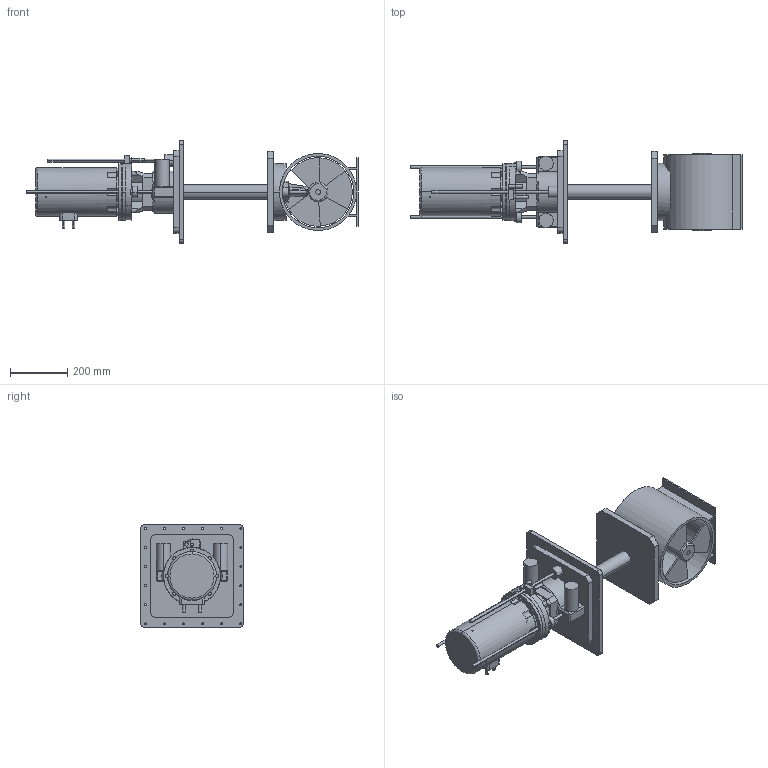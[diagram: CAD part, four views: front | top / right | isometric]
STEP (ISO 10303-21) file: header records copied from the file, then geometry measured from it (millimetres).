
FILE_DESCRIPTION(('CATIA V5 STEP Exchange'),'2;1');
FILE_NAME('SP_VIP250_EL_15kW_open.stp','2022-03-21T12:33:22+00:00',('none'),('none'),'CATIA Version 5-6 Release 2016','CATIA V5 STEP AP203','none');
FILE_SCHEMA(('CONFIG_CONTROL_DESIGN'));
Length unit declared in the file: millimetre
Products named in the file (2): SP_VIP250_EL_15kW_open; moteur 15 kw
Assembly tree (4 placements, depth 3):
  SP_VIP250_EL_15kW_open
    #57
    moteur 15 kw
      #15914
      #19185
Bounding box: 1164 x 360 x 360 mm (x, y, z)
Volume: 21492139 mm3; surface area: 1925711.5 mm2
Topology: 8 solids, 10 shells, 680 faces, 1694 edges, 1087 vertices
Faces by surface type: cylinder 310, plane 233, cone 54, torus 36, bspline 30, revolution 9, sphere 8
Entity records: 23834 total; most frequent: CARTESIAN_POINT 8459, ORIENTED_EDGE 3372, DIRECTION 2526, EDGE_CURVE 1686, AXIS2_PLACEMENT_3D 1257, VERTEX_POINT 1087, EDGE_LOOP 825, VECTOR 720
